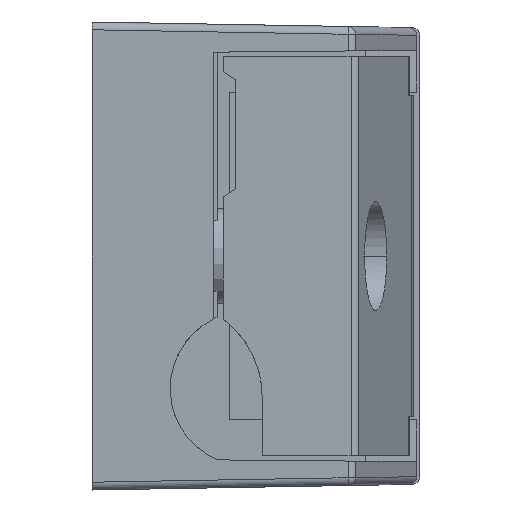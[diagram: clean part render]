
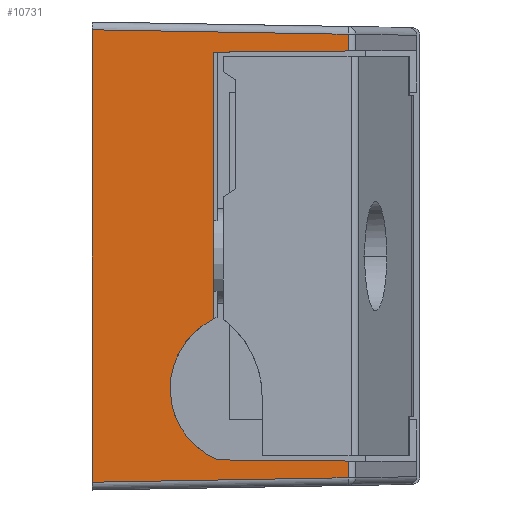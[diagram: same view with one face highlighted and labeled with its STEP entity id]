
A CAD part, left-side view. The second image highlights one B-rep face of the part: STEP entity #10731.
In plain terms, the highlighted face is planar.
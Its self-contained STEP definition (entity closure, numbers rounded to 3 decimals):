
#7879=CARTESIAN_POINT('',(-14.5,-8.45,0.));
#7885=DIRECTION('',(1.,0.,0.));
#7886=VECTOR('',#7885,29.);
#7887=CARTESIAN_POINT('',(-14.5,-8.45,0.));
#7888=LINE('',#7887,#7886);
#7893=CARTESIAN_POINT('',(14.5,-8.45,0.));
#8601=DIRECTION('',(-0.009,0.,1.));
#8602=VECTOR('',#8601,8.6);
#8603=CARTESIAN_POINT('',(-13.068,-8.45,7.8));
#8604=LINE('',#8603,#8602);
#8609=CARTESIAN_POINT('',(-13.143,-8.45,16.4));
#8689=DIRECTION('',(-0.017,0.,-1.));
#8690=VECTOR('',#8689,16.402);
#8691=CARTESIAN_POINT('',(-14.214,-8.45,16.4));
#8692=LINE('',#8691,#8690);
#8693=DIRECTION('',(-1.,0.,0.));
#8694=VECTOR('',#8693,1.071);
#8695=CARTESIAN_POINT('',(-13.143,-8.45,16.4));
#8696=LINE('',#8695,#8694);
#8697=CARTESIAN_POINT('',(8.5,-8.45,9.967));
#8698=DIRECTION('',(0.,-1.,0.));
#8699=DIRECTION('',(-0.9,0.,-0.436));
#8700=AXIS2_PLACEMENT_3D('',#8697,#8698,#8699);
#8702=DIRECTION('',(0.009,0.,1.));
#8703=VECTOR('',#8702,8.379);
#8704=CARTESIAN_POINT('',(13.07,-8.45,8.021));
#8705=LINE('',#8704,#8703);
#8706=DIRECTION('',(-1.,0.,0.));
#8707=VECTOR('',#8706,1.071);
#8708=CARTESIAN_POINT('',(14.214,-8.45,16.4));
#8709=LINE('',#8708,#8707);
#8710=DIRECTION('',(0.017,0.,-1.));
#8711=VECTOR('',#8710,16.402);
#8712=CARTESIAN_POINT('',(14.214,-8.45,16.4));
#8713=LINE('',#8712,#8711);
#8714=DIRECTION('',(-1.,0.,0.));
#8715=VECTOR('',#8714,17.099);
#8716=CARTESIAN_POINT('',(4.03,-8.45,7.8));
#8717=LINE('',#8716,#8715);
#8755=CARTESIAN_POINT('',(13.143,-8.45,16.4));
#9566=VERTEX_POINT('',#7879);
#9568=CARTESIAN_POINT('',(-14.214,-8.45,16.4));
#9569=VERTEX_POINT('',#9568);
#9571=VERTEX_POINT('',#7893);
#9572=CARTESIAN_POINT('',(14.214,-8.45,16.4));
#9573=VERTEX_POINT('',#9572);
#9574=VERTEX_POINT('',#8609);
#9575=VERTEX_POINT('',#8755);
#9576=CARTESIAN_POINT('',(13.07,-8.45,8.021));
#9577=VERTEX_POINT('',#9576);
#9638=CARTESIAN_POINT('',(4.03,-8.45,7.8));
#9639=VERTEX_POINT('',#9638);
#9641=CARTESIAN_POINT('',(-13.068,-8.45,7.8));
#9642=VERTEX_POINT('',#9641);
#10710=CARTESIAN_POINT('',(-15.,-8.45,0.));
#10711=DIRECTION('',(0.,-1.,0.));
#10712=DIRECTION('',(1.,0.,0.));
#10713=AXIS2_PLACEMENT_3D('',#10710,#10711,#10712);
#10714=PLANE('',#10713);
#10715=ORIENTED_EDGE('',*,*,#10679,.F.);
#10716=ORIENTED_EDGE('',*,*,#10702,.F.);
#10717=ORIENTED_EDGE('',*,*,#10548,.F.);
#10719=ORIENTED_EDGE('',*,*,#10718,.F.);
#10721=ORIENTED_EDGE('',*,*,#10720,.T.);
#10723=ORIENTED_EDGE('',*,*,#10722,.T.);
#10725=ORIENTED_EDGE('',*,*,#10724,.F.);
#10727=ORIENTED_EDGE('',*,*,#10726,.T.);
#10728=ORIENTED_EDGE('',*,*,#9748,.F.);
#10729=EDGE_LOOP('',(#10715,#10716,#10717,#10719,#10721,#10723,#10725,#10727,
#10728));
#10730=FACE_OUTER_BOUND('',#10729,.F.);
#10731=ADVANCED_FACE('',(#10730),#10714,.T.);
#8701=CIRCLE('',#8700,4.967);
#9748=EDGE_CURVE('',#9566,#9571,#7888,.T.);
#10548=EDGE_CURVE('',#9642,#9574,#8604,.T.);
#10679=EDGE_CURVE('',#9569,#9566,#8692,.T.);
#10702=EDGE_CURVE('',#9574,#9569,#8696,.T.);
#10718=EDGE_CURVE('',#9639,#9642,#8717,.T.);
#10720=EDGE_CURVE('',#9639,#9577,#8701,.T.);
#10722=EDGE_CURVE('',#9577,#9575,#8705,.T.);
#10724=EDGE_CURVE('',#9573,#9575,#8709,.T.);
#10726=EDGE_CURVE('',#9573,#9571,#8713,.T.);
